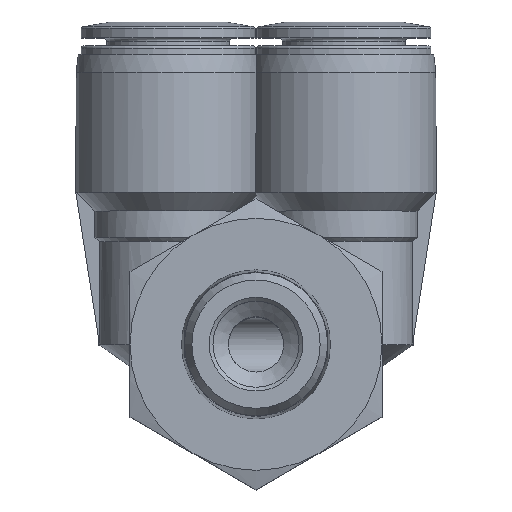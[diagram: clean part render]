
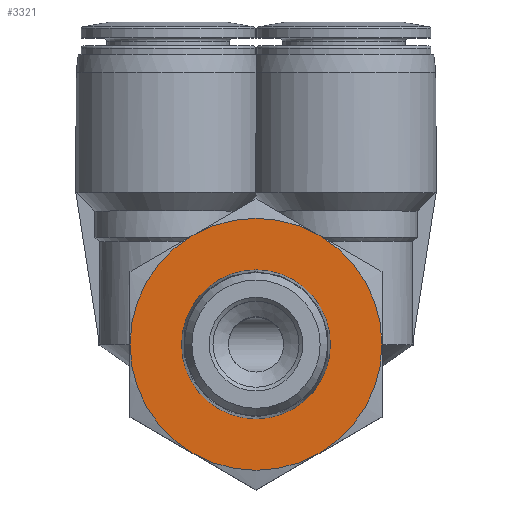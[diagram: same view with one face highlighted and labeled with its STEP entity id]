
A CAD part, top view. The second image highlights one B-rep face of the part: STEP entity #3321.
In plain terms, the highlighted planar face has unit normal (0, 0, 1).
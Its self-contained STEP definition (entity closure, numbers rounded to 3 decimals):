
#218=PLANE('',#3551);
#384=CIRCLE('',#3540,8.471);
#385=CIRCLE('',#3542,14.335);
#386=CIRCLE('',#3544,14.335);
#387=CIRCLE('',#3546,14.335);
#388=CIRCLE('',#3548,14.335);
#389=CIRCLE('',#3550,14.335);
#390=CIRCLE('',#3552,14.335);
#693=ORIENTED_EDGE('',*,*,#1233,.F.);
#694=ORIENTED_EDGE('',*,*,#1232,.F.);
#695=ORIENTED_EDGE('',*,*,#1231,.F.);
#696=ORIENTED_EDGE('',*,*,#1234,.F.);
#697=ORIENTED_EDGE('',*,*,#1230,.F.);
#698=ORIENTED_EDGE('',*,*,#1229,.F.);
#699=ORIENTED_EDGE('',*,*,#1228,.F.);
#1228=EDGE_CURVE('',#1500,#1500,#384,.T.);
#1229=EDGE_CURVE('',#1491,#1493,#385,.T.);
#1230=EDGE_CURVE('',#1493,#1495,#386,.T.);
#1231=EDGE_CURVE('',#1496,#1487,#387,.T.);
#1232=EDGE_CURVE('',#1487,#1489,#388,.T.);
#1233=EDGE_CURVE('',#1489,#1491,#389,.T.);
#1234=EDGE_CURVE('',#1495,#1496,#390,.T.);
#1487=VERTEX_POINT('',#4982);
#1489=VERTEX_POINT('',#4994);
#1491=VERTEX_POINT('',#5006);
#1493=VERTEX_POINT('',#5018);
#1495=VERTEX_POINT('',#5030);
#1496=VERTEX_POINT('',#5040);
#1500=VERTEX_POINT('',#5055);
#1675=EDGE_LOOP('',(#693,#694,#695,#696,#697,#698));
#1676=EDGE_LOOP('',(#699));
#1917=FACE_BOUND('',#1675,.T.);
#1918=FACE_BOUND('',#1676,.T.);
#3321=ADVANCED_FACE('',(#1917,#1918),#218,.F.);
#3540=AXIS2_PLACEMENT_3D('',#5054,#3980,#3981);
#3542=AXIS2_PLACEMENT_3D('',#5057,#3984,#3985);
#3544=AXIS2_PLACEMENT_3D('',#5059,#3988,#3989);
#3546=AXIS2_PLACEMENT_3D('',#5061,#3992,#3993);
#3548=AXIS2_PLACEMENT_3D('',#5063,#3996,#3997);
#3550=AXIS2_PLACEMENT_3D('',#5065,#4000,#4001);
#3551=AXIS2_PLACEMENT_3D('',#5066,#4002,#4003);
#3552=AXIS2_PLACEMENT_3D('',#5067,#4004,#4005);
#3980=DIRECTION('',(0.,0.,1.));
#3981=DIRECTION('',(0.,-1.,0.));
#3984=DIRECTION('',(0.,0.,-1.));
#3985=DIRECTION('',(-1.,0.,0.));
#3988=DIRECTION('',(0.,0.,-1.));
#3989=DIRECTION('',(-1.,0.,0.));
#3992=DIRECTION('',(0.,0.,-1.));
#3993=DIRECTION('',(-1.,0.,0.));
#3996=DIRECTION('',(0.,0.,-1.));
#3997=DIRECTION('',(-1.,0.,0.));
#4000=DIRECTION('',(0.,0.,-1.));
#4001=DIRECTION('',(-1.,0.,0.));
#4002=DIRECTION('',(0.,0.,-1.));
#4003=DIRECTION('',(-1.,0.,0.));
#4004=DIRECTION('',(0.,0.,-1.));
#4005=DIRECTION('',(-1.,0.,0.));
#4982=CARTESIAN_POINT('',(-14.335,0.,0.));
#4994=CARTESIAN_POINT('',(-7.168,12.414,0.));
#5006=CARTESIAN_POINT('',(7.168,12.414,0.));
#5018=CARTESIAN_POINT('',(14.335,0.,0.));
#5030=CARTESIAN_POINT('',(7.168,-12.414,0.));
#5040=CARTESIAN_POINT('',(-7.168,-12.414,0.));
#5054=CARTESIAN_POINT('',(0.,0.,0.));
#5055=CARTESIAN_POINT('',(0.,-8.471,0.));
#5057=CARTESIAN_POINT('',(0.,0.,0.));
#5059=CARTESIAN_POINT('',(0.,0.,0.));
#5061=CARTESIAN_POINT('',(0.,0.,0.));
#5063=CARTESIAN_POINT('',(0.,0.,0.));
#5065=CARTESIAN_POINT('',(0.,0.,0.));
#5066=CARTESIAN_POINT('',(0.,0.,0.));
#5067=CARTESIAN_POINT('',(0.,0.,0.));
